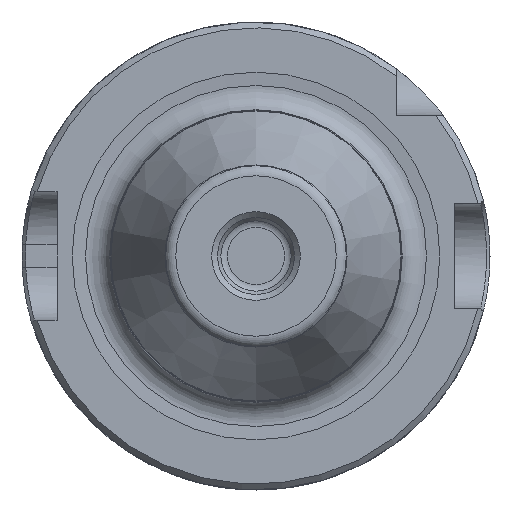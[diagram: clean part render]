
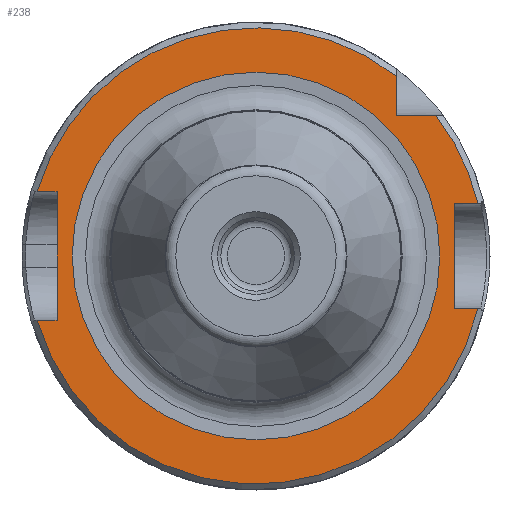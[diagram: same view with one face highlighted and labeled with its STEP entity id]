
A CAD part, left-side view. The second image highlights one B-rep face of the part: STEP entity #238.
In plain terms, the highlighted planar face has unit normal (-1, 0, 0).
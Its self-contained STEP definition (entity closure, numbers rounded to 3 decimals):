
#238=ADVANCED_FACE('',(#365,#366),#332,.F.);
#332=PLANE('',#1549);
#365=FACE_BOUND('',#426,.T.);
#366=FACE_BOUND('',#427,.T.);
#426=EDGE_LOOP('',(#621,#622,#623,#624,#625,#626,#627,#628,#629,#630,#631));
#427=EDGE_LOOP('',(#632));
#550=CIRCLE('',#1545,19.5);
#551=CIRCLE('',#1546,19.5);
#552=CIRCLE('',#1547,19.5);
#553=CIRCLE('',#1548,15.717);
#621=ORIENTED_EDGE('',*,*,#1190,.F.);
#622=ORIENTED_EDGE('',*,*,#1191,.T.);
#623=ORIENTED_EDGE('',*,*,#1192,.F.);
#624=ORIENTED_EDGE('',*,*,#1193,.F.);
#625=ORIENTED_EDGE('',*,*,#1194,.F.);
#626=ORIENTED_EDGE('',*,*,#1195,.T.);
#627=ORIENTED_EDGE('',*,*,#1196,.F.);
#628=ORIENTED_EDGE('',*,*,#1197,.F.);
#629=ORIENTED_EDGE('',*,*,#1198,.F.);
#630=ORIENTED_EDGE('',*,*,#1199,.T.);
#631=ORIENTED_EDGE('',*,*,#1200,.F.);
#632=ORIENTED_EDGE('',*,*,#1201,.T.);
#1041=VERTEX_POINT('',#2105);
#1042=VERTEX_POINT('',#2106);
#1043=VERTEX_POINT('',#2108);
#1044=VERTEX_POINT('',#2110);
#1045=VERTEX_POINT('',#2112);
#1046=VERTEX_POINT('',#2114);
#1047=VERTEX_POINT('',#2116);
#1048=VERTEX_POINT('',#2118);
#1049=VERTEX_POINT('',#2120);
#1050=VERTEX_POINT('',#2122);
#1051=VERTEX_POINT('',#2124);
#1052=VERTEX_POINT('',#2127);
#1190=EDGE_CURVE('',#1041,#1042,#1400,.T.);
#1191=EDGE_CURVE('',#1041,#1043,#550,.T.);
#1192=EDGE_CURVE('',#1044,#1043,#1401,.T.);
#1193=EDGE_CURVE('',#1045,#1044,#1402,.T.);
#1194=EDGE_CURVE('',#1046,#1045,#1403,.T.);
#1195=EDGE_CURVE('',#1046,#1047,#551,.T.);
#1196=EDGE_CURVE('',#1048,#1047,#1404,.T.);
#1197=EDGE_CURVE('',#1049,#1048,#1405,.T.);
#1198=EDGE_CURVE('',#1050,#1049,#1406,.T.);
#1199=EDGE_CURVE('',#1050,#1051,#552,.T.);
#1200=EDGE_CURVE('',#1042,#1051,#1407,.T.);
#1201=EDGE_CURVE('',#1052,#1052,#553,.T.);
#1400=LINE('',#2104,#1467);
#1401=LINE('',#2109,#1468);
#1402=LINE('',#2111,#1469);
#1403=LINE('',#2113,#1470);
#1404=LINE('',#2117,#1471);
#1405=LINE('',#2119,#1472);
#1406=LINE('',#2121,#1473);
#1407=LINE('',#2125,#1474);
#1467=VECTOR('',#1711,1.);
#1468=VECTOR('',#1714,1.);
#1469=VECTOR('',#1715,1.);
#1470=VECTOR('',#1716,1.);
#1471=VECTOR('',#1719,1.);
#1472=VECTOR('',#1720,1.);
#1473=VECTOR('',#1721,1.);
#1474=VECTOR('',#1724,1.);
#1545=AXIS2_PLACEMENT_3D('',#2107,#1712,#1713);
#1546=AXIS2_PLACEMENT_3D('',#2115,#1717,#1718);
#1547=AXIS2_PLACEMENT_3D('',#2123,#1722,#1723);
#1548=AXIS2_PLACEMENT_3D('',#2126,#1725,#1726);
#1549=AXIS2_PLACEMENT_3D('',#2128,#1727,#1728);
#1711=DIRECTION('',(0.,0.,-1.));
#1712=DIRECTION('',(-1.,0.,0.));
#1713=DIRECTION('',(0.,0.,-1.));
#1714=DIRECTION('',(0.,1.,0.));
#1715=DIRECTION('',(0.,0.,1.));
#1716=DIRECTION('',(0.,-1.,0.));
#1717=DIRECTION('',(-1.,0.,0.));
#1718=DIRECTION('',(0.,0.,-1.));
#1719=DIRECTION('',(0.,-1.,0.));
#1720=DIRECTION('',(0.,0.,-1.));
#1721=DIRECTION('',(0.,1.,0.));
#1722=DIRECTION('',(-1.,0.,0.));
#1723=DIRECTION('',(0.,0.,-1.));
#1724=DIRECTION('',(0.,-1.,0.));
#1725=DIRECTION('',(1.,0.,0.));
#1726=DIRECTION('',(0.,0.,-1.));
#1727=DIRECTION('',(1.,0.,0.));
#1728=DIRECTION('',(0.,0.,-1.));
#2104=CARTESIAN_POINT('',(40.,-12.,16.5));
#2105=CARTESIAN_POINT('',(40.,-12.,15.37));
#2106=CARTESIAN_POINT('',(40.,-12.,12.));
#2107=CARTESIAN_POINT('',(40.,0.,0.));
#2108=CARTESIAN_POINT('',(40.,18.708,5.5));
#2109=CARTESIAN_POINT('',(40.,24.75,5.5));
#2110=CARTESIAN_POINT('',(40.,17.,5.5));
#2111=CARTESIAN_POINT('',(40.,17.,-1.));
#2112=CARTESIAN_POINT('',(40.,17.,-5.5));
#2113=CARTESIAN_POINT('',(40.,24.75,-5.5));
#2114=CARTESIAN_POINT('',(40.,18.708,-5.5));
#2115=CARTESIAN_POINT('',(40.,0.,0.));
#2116=CARTESIAN_POINT('',(40.,-18.974,-4.5));
#2117=CARTESIAN_POINT('',(40.,-24.75,-4.5));
#2118=CARTESIAN_POINT('',(40.,-17.,-4.5));
#2119=CARTESIAN_POINT('',(40.,-17.,0.));
#2120=CARTESIAN_POINT('',(40.,-17.,4.5));
#2121=CARTESIAN_POINT('',(40.,-24.75,4.5));
#2122=CARTESIAN_POINT('',(40.,-18.974,4.5));
#2123=CARTESIAN_POINT('',(40.,0.,0.));
#2124=CARTESIAN_POINT('',(40.,-15.37,12.));
#2125=CARTESIAN_POINT('',(40.,-24.75,12.));
#2126=CARTESIAN_POINT('',(40.,0.,0.));
#2127=CARTESIAN_POINT('',(40.,0.,-15.717));
#2128=CARTESIAN_POINT('',(40.,0.,16.95));
